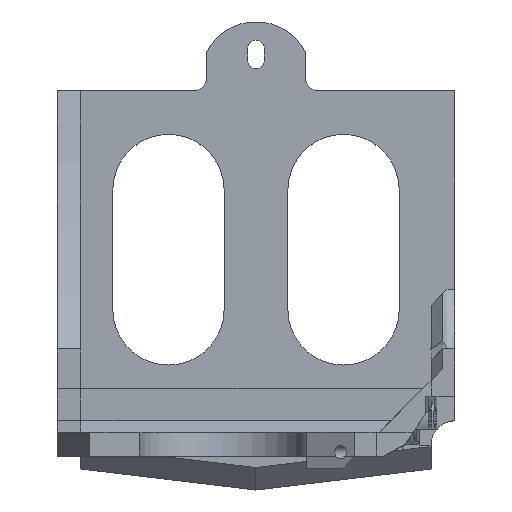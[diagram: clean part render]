
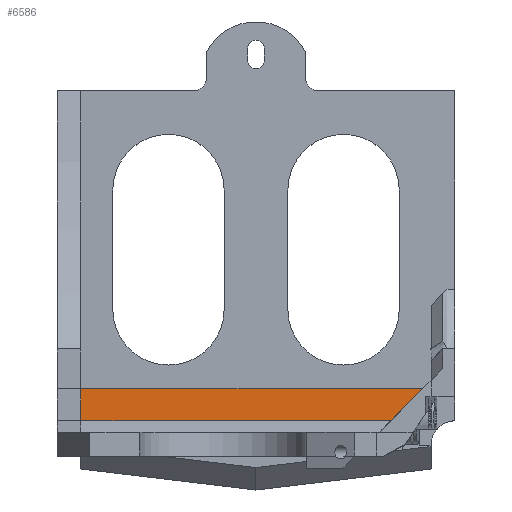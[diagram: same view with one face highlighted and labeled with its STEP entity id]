
A CAD part, top view. The second image highlights one B-rep face of the part: STEP entity #6586.
In plain terms, the highlighted planar face has unit normal (0, 0, 1).
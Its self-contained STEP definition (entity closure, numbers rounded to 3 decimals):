
#3187 = PLANE('',#3188);
#3188 = AXIS2_PLACEMENT_3D('',#3189,#3190,#3191);
#3189 = CARTESIAN_POINT('',(44.,-31.49,56.));
#3190 = DIRECTION('',(-0.707,0.707,0.));
#3191 = DIRECTION('',(-0.707,-0.707,0.));
#3215 = PLANE('',#3216);
#3216 = AXIS2_PLACEMENT_3D('',#3217,#3218,#3219);
#3217 = CARTESIAN_POINT('',(44.,-31.49,56.));
#3218 = DIRECTION('',(-0.707,0.707,0.));
#3219 = DIRECTION('',(-0.707,-0.707,0.));
#4261 = PLANE('',#4262);
#4262 = AXIS2_PLACEMENT_3D('',#4263,#4264,#4265);
#4263 = CARTESIAN_POINT('',(-44.,-33.5,36.));
#4264 = DIRECTION('',(1.,0.,0.));
#4265 = DIRECTION('',(0.,0.,-1.));
#4332 = PLANE('',#4333);
#4333 = AXIS2_PLACEMENT_3D('',#4334,#4335,#4336);
#4334 = CARTESIAN_POINT('',(-44.,-41.5,36.));
#4335 = DIRECTION('',(0.,-1.,0.));
#4336 = DIRECTION('',(0.,0.,-1.));
#4437 = VERTEX_POINT('',#4438);
#4438 = CARTESIAN_POINT('',(33.99,-41.5,6.));
#4508 = VERTEX_POINT('',#4509);
#4509 = CARTESIAN_POINT('',(39.49,-36.,6.));
#4531 = EDGE_CURVE('',#4437,#4508,#4532,.T.);
#4532 = SURFACE_CURVE('',#4533,(#4537,#4543),.PCURVE_S1.);
#4533 = LINE('',#4534,#4535);
#4534 = CARTESIAN_POINT('',(43.497,-31.992,6.));
#4535 = VECTOR('',#4536,1.);
#4536 = DIRECTION('',(0.707,0.707,0.)
  );
#4537 = PCURVE('',#3215,#4538);
#4538 = DEFINITIONAL_REPRESENTATION('',(#4539),#4542);
#4539 = B_SPLINE_CURVE_WITH_KNOTS('',1,(#4540,#4541),.UNSPECIFIED.,.F.,
  .F.,(2,2),(-13.446,-2.132),.PIECEWISE_BEZIER_KNOTS.);
#4540 = CARTESIAN_POINT('',(14.156,-50.));
#4541 = CARTESIAN_POINT('',(2.843,-50.));
#4542 = ( GEOMETRIC_REPRESENTATION_CONTEXT(2) 
PARAMETRIC_REPRESENTATION_CONTEXT() REPRESENTATION_CONTEXT('2D SPACE',''
  ) );
#4543 = PCURVE('',#4544,#4549);
#4544 = PLANE('',#4545);
#4545 = AXIS2_PLACEMENT_3D('',#4546,#4547,#4548);
#4546 = CARTESIAN_POINT('',(44.,-33.5,6.));
#4547 = DIRECTION('',(-0.,0.,-1.));
#4548 = DIRECTION('',(-1.,0.,0.));
#4549 = DEFINITIONAL_REPRESENTATION('',(#4550),#4553);
#4550 = B_SPLINE_CURVE_WITH_KNOTS('',1,(#4551,#4552),.UNSPECIFIED.,.F.,
  .F.,(2,2),(-13.446,-2.132),.PIECEWISE_BEZIER_KNOTS.);
#4551 = CARTESIAN_POINT('',(10.01,-8.));
#4552 = CARTESIAN_POINT('',(2.01,0.));
#4553 = ( GEOMETRIC_REPRESENTATION_CONTEXT(2) 
PARAMETRIC_REPRESENTATION_CONTEXT() REPRESENTATION_CONTEXT('2D SPACE',''
  ) );
#4645 = VERTEX_POINT('',#4646);
#4646 = CARTESIAN_POINT('',(41.99,-33.5,6.));
#4659 = PLANE('',#4660);
#4660 = AXIS2_PLACEMENT_3D('',#4661,#4662,#4663);
#4661 = CARTESIAN_POINT('',(44.,-33.5,6.));
#4662 = DIRECTION('',(0.,0.,1.));
#4663 = DIRECTION('',(1.,0.,0.));
#4670 = EDGE_CURVE('',#4508,#4645,#4671,.T.);
#4671 = SURFACE_CURVE('',#4672,(#4676,#4682),.PCURVE_S1.);
#4672 = LINE('',#4673,#4674);
#4673 = CARTESIAN_POINT('',(43.497,-31.992,6.));
#4674 = VECTOR('',#4675,1.);
#4675 = DIRECTION('',(0.707,0.707,0.)
  );
#4676 = PCURVE('',#3187,#4677);
#4677 = DEFINITIONAL_REPRESENTATION('',(#4678),#4681);
#4678 = B_SPLINE_CURVE_WITH_KNOTS('',1,(#4679,#4680),.UNSPECIFIED.,.F.,
  .F.,(2,2),(-13.446,-2.132),.PIECEWISE_BEZIER_KNOTS.);
#4679 = CARTESIAN_POINT('',(14.156,-50.));
#4680 = CARTESIAN_POINT('',(2.843,-50.));
#4681 = ( GEOMETRIC_REPRESENTATION_CONTEXT(2) 
PARAMETRIC_REPRESENTATION_CONTEXT() REPRESENTATION_CONTEXT('2D SPACE',''
  ) );
#4682 = PCURVE('',#4544,#4683);
#4683 = DEFINITIONAL_REPRESENTATION('',(#4684),#4687);
#4684 = B_SPLINE_CURVE_WITH_KNOTS('',1,(#4685,#4686),.UNSPECIFIED.,.F.,
  .F.,(2,2),(-13.446,-2.132),.PIECEWISE_BEZIER_KNOTS.);
#4685 = CARTESIAN_POINT('',(10.01,-8.));
#4686 = CARTESIAN_POINT('',(2.01,0.));
#4687 = ( GEOMETRIC_REPRESENTATION_CONTEXT(2) 
PARAMETRIC_REPRESENTATION_CONTEXT() REPRESENTATION_CONTEXT('2D SPACE',''
  ) );
#6334 = VERTEX_POINT('',#6335);
#6335 = CARTESIAN_POINT('',(-44.,-41.5,6.));
#6356 = EDGE_CURVE('',#6357,#6334,#6359,.T.);
#6357 = VERTEX_POINT('',#6358);
#6358 = CARTESIAN_POINT('',(-44.,-33.5,6.));
#6359 = SURFACE_CURVE('',#6360,(#6364,#6371),.PCURVE_S1.);
#6360 = LINE('',#6361,#6362);
#6361 = CARTESIAN_POINT('',(-44.,-33.5,6.));
#6362 = VECTOR('',#6363,1.);
#6363 = DIRECTION('',(0.,-1.,0.));
#6364 = PCURVE('',#4261,#6365);
#6365 = DEFINITIONAL_REPRESENTATION('',(#6366),#6370);
#6366 = LINE('',#6367,#6368);
#6367 = CARTESIAN_POINT('',(30.,0.));
#6368 = VECTOR('',#6369,1.);
#6369 = DIRECTION('',(0.,-1.));
#6370 = ( GEOMETRIC_REPRESENTATION_CONTEXT(2) 
PARAMETRIC_REPRESENTATION_CONTEXT() REPRESENTATION_CONTEXT('2D SPACE',''
  ) );
#6371 = PCURVE('',#4544,#6372);
#6372 = DEFINITIONAL_REPRESENTATION('',(#6373),#6377);
#6373 = LINE('',#6374,#6375);
#6374 = CARTESIAN_POINT('',(88.,0.));
#6375 = VECTOR('',#6376,1.);
#6376 = DIRECTION('',(0.,-1.));
#6377 = ( GEOMETRIC_REPRESENTATION_CONTEXT(2) 
PARAMETRIC_REPRESENTATION_CONTEXT() REPRESENTATION_CONTEXT('2D SPACE',''
  ) );
#6411 = EDGE_CURVE('',#4437,#6334,#6412,.T.);
#6412 = SURFACE_CURVE('',#6413,(#6417,#6424),.PCURVE_S1.);
#6413 = LINE('',#6414,#6415);
#6414 = CARTESIAN_POINT('',(44.,-41.5,6.));
#6415 = VECTOR('',#6416,1.);
#6416 = DIRECTION('',(-1.,0.,0.));
#6417 = PCURVE('',#4332,#6418);
#6418 = DEFINITIONAL_REPRESENTATION('',(#6419),#6423);
#6419 = LINE('',#6420,#6421);
#6420 = CARTESIAN_POINT('',(30.,88.));
#6421 = VECTOR('',#6422,1.);
#6422 = DIRECTION('',(-0.,-1.));
#6423 = ( GEOMETRIC_REPRESENTATION_CONTEXT(2) 
PARAMETRIC_REPRESENTATION_CONTEXT() REPRESENTATION_CONTEXT('2D SPACE',''
  ) );
#6424 = PCURVE('',#4544,#6425);
#6425 = DEFINITIONAL_REPRESENTATION('',(#6426),#6430);
#6426 = LINE('',#6427,#6428);
#6427 = CARTESIAN_POINT('',(0.,-8.));
#6428 = VECTOR('',#6429,1.);
#6429 = DIRECTION('',(1.,0.));
#6430 = ( GEOMETRIC_REPRESENTATION_CONTEXT(2) 
PARAMETRIC_REPRESENTATION_CONTEXT() REPRESENTATION_CONTEXT('2D SPACE',''
  ) );
#6586 = ADVANCED_FACE('',(#6587),#4544,.F.);
#6587 = FACE_BOUND('',#6588,.F.);
#6588 = EDGE_LOOP('',(#6589,#6590,#6591,#6592,#6613));
#6589 = ORIENTED_EDGE('',*,*,#4531,.F.);
#6590 = ORIENTED_EDGE('',*,*,#6411,.T.);
#6591 = ORIENTED_EDGE('',*,*,#6356,.F.);
#6592 = ORIENTED_EDGE('',*,*,#6593,.F.);
#6593 = EDGE_CURVE('',#4645,#6357,#6594,.T.);
#6594 = SURFACE_CURVE('',#6595,(#6599,#6606),.PCURVE_S1.);
#6595 = LINE('',#6596,#6597);
#6596 = CARTESIAN_POINT('',(44.,-33.5,6.));
#6597 = VECTOR('',#6598,1.);
#6598 = DIRECTION('',(-1.,0.,0.));
#6599 = PCURVE('',#4544,#6600);
#6600 = DEFINITIONAL_REPRESENTATION('',(#6601),#6605);
#6601 = LINE('',#6602,#6603);
#6602 = CARTESIAN_POINT('',(0.,0.));
#6603 = VECTOR('',#6604,1.);
#6604 = DIRECTION('',(1.,0.));
#6605 = ( GEOMETRIC_REPRESENTATION_CONTEXT(2) 
PARAMETRIC_REPRESENTATION_CONTEXT() REPRESENTATION_CONTEXT('2D SPACE',''
  ) );
#6606 = PCURVE('',#4659,#6607);
#6607 = DEFINITIONAL_REPRESENTATION('',(#6608),#6612);
#6608 = LINE('',#6609,#6610);
#6609 = CARTESIAN_POINT('',(0.,0.));
#6610 = VECTOR('',#6611,1.);
#6611 = DIRECTION('',(-1.,0.));
#6612 = ( GEOMETRIC_REPRESENTATION_CONTEXT(2) 
PARAMETRIC_REPRESENTATION_CONTEXT() REPRESENTATION_CONTEXT('2D SPACE',''
  ) );
#6613 = ORIENTED_EDGE('',*,*,#4670,.F.);
